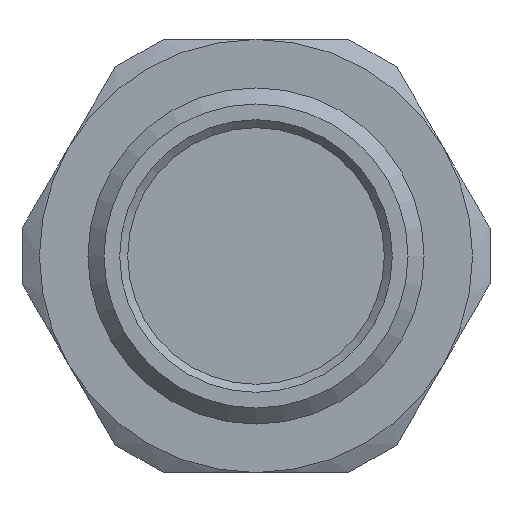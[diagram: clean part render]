
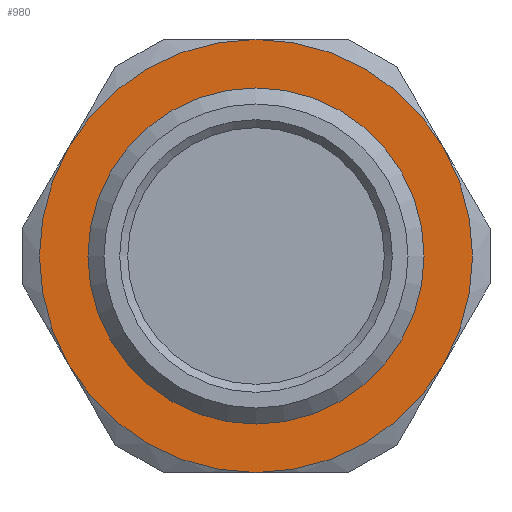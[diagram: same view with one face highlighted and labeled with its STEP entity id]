
A CAD part, front view. The second image highlights one B-rep face of the part: STEP entity #980.
In plain terms, the highlighted planar face has unit normal (0, -1, 0).
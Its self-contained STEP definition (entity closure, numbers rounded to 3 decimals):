
#185=FACE_BOUND('',#346,.T.);
#283=FACE_OUTER_BOUND('',#345,.T.);
#345=EDGE_LOOP('',(#785,#786,#787,#788,#789,#790));
#346=EDGE_LOOP('',(#791));
#387=CIRCLE('',#1065,13.5);
#388=CIRCLE('',#1067,13.5);
#389=CIRCLE('',#1069,13.5);
#390=CIRCLE('',#1071,13.5);
#391=CIRCLE('',#1073,13.5);
#392=CIRCLE('',#1075,13.5);
#400=CIRCLE('',#1091,9.478);
#426=VERTEX_POINT('',#1411);
#433=VERTEX_POINT('',#1441);
#439=VERTEX_POINT('',#1469);
#445=VERTEX_POINT('',#1497);
#451=VERTEX_POINT('',#1525);
#457=VERTEX_POINT('',#1553);
#462=VERTEX_POINT('',#1606);
#565=EDGE_CURVE('',#451,#445,#387,.T.);
#566=EDGE_CURVE('',#457,#451,#388,.T.);
#567=EDGE_CURVE('',#426,#457,#389,.T.);
#568=EDGE_CURVE('',#433,#426,#390,.T.);
#569=EDGE_CURVE('',#439,#433,#391,.T.);
#570=EDGE_CURVE('',#445,#439,#392,.T.);
#579=EDGE_CURVE('',#462,#462,#400,.T.);
#785=ORIENTED_EDGE('',*,*,#569,.F.);
#786=ORIENTED_EDGE('',*,*,#570,.F.);
#787=ORIENTED_EDGE('',*,*,#565,.F.);
#788=ORIENTED_EDGE('',*,*,#566,.F.);
#789=ORIENTED_EDGE('',*,*,#567,.F.);
#790=ORIENTED_EDGE('',*,*,#568,.F.);
#791=ORIENTED_EDGE('',*,*,#579,.T.);
#929=PLANE('',#1092);
#980=ADVANCED_FACE('',(#283,#185),#929,.T.);
#1065=AXIS2_PLACEMENT_3D('',#1578,#1221,#1222);
#1067=AXIS2_PLACEMENT_3D('',#1580,#1225,#1226);
#1069=AXIS2_PLACEMENT_3D('',#1582,#1229,#1230);
#1071=AXIS2_PLACEMENT_3D('',#1584,#1233,#1234);
#1073=AXIS2_PLACEMENT_3D('',#1586,#1237,#1238);
#1075=AXIS2_PLACEMENT_3D('',#1588,#1241,#1242);
#1091=AXIS2_PLACEMENT_3D('',#1607,#1274,#1275);
#1092=AXIS2_PLACEMENT_3D('',#1609,#1277,#1278);
#1221=DIRECTION('center_axis',(0.,1.,0.));
#1222=DIRECTION('ref_axis',(1.,0.,0.));
#1225=DIRECTION('center_axis',(0.,1.,0.));
#1226=DIRECTION('ref_axis',(1.,0.,0.));
#1229=DIRECTION('center_axis',(0.,1.,0.));
#1230=DIRECTION('ref_axis',(1.,0.,0.));
#1233=DIRECTION('center_axis',(0.,1.,0.));
#1234=DIRECTION('ref_axis',(1.,0.,0.));
#1237=DIRECTION('center_axis',(0.,1.,0.));
#1238=DIRECTION('ref_axis',(1.,0.,0.));
#1241=DIRECTION('center_axis',(0.,1.,0.));
#1242=DIRECTION('ref_axis',(1.,0.,0.));
#1274=DIRECTION('center_axis',(0.,1.,0.));
#1275=DIRECTION('ref_axis',(1.,0.,0.));
#1277=DIRECTION('center_axis',(0.,-1.,0.));
#1278=DIRECTION('ref_axis',(0.,0.,
-1.));
#1411=CARTESIAN_POINT('',(49.205,-92.506,102.385));
#1441=CARTESIAN_POINT('',(37.513,-92.506,95.635));
#1469=CARTESIAN_POINT('',(37.513,-92.506,82.135));
#1497=CARTESIAN_POINT('',(49.205,-92.506,75.385));
#1525=CARTESIAN_POINT('',(60.896,-92.506,82.135));
#1553=CARTESIAN_POINT('',(60.896,-92.506,95.635));
#1578=CARTESIAN_POINT('Origin',(49.205,-92.506,88.885));
#1580=CARTESIAN_POINT('Origin',(49.205,-92.506,88.885));
#1582=CARTESIAN_POINT('Origin',(49.205,-92.506,88.885));
#1584=CARTESIAN_POINT('Origin',(49.205,-92.506,88.885));
#1586=CARTESIAN_POINT('Origin',(49.205,-92.506,88.885));
#1588=CARTESIAN_POINT('Origin',(49.205,-92.506,88.885));
#1606=CARTESIAN_POINT('',(58.682,-92.506,88.885));
#1607=CARTESIAN_POINT('Origin',(49.205,-92.506,88.885));
#1609=CARTESIAN_POINT('Origin',(35.705,-92.506,88.885));
